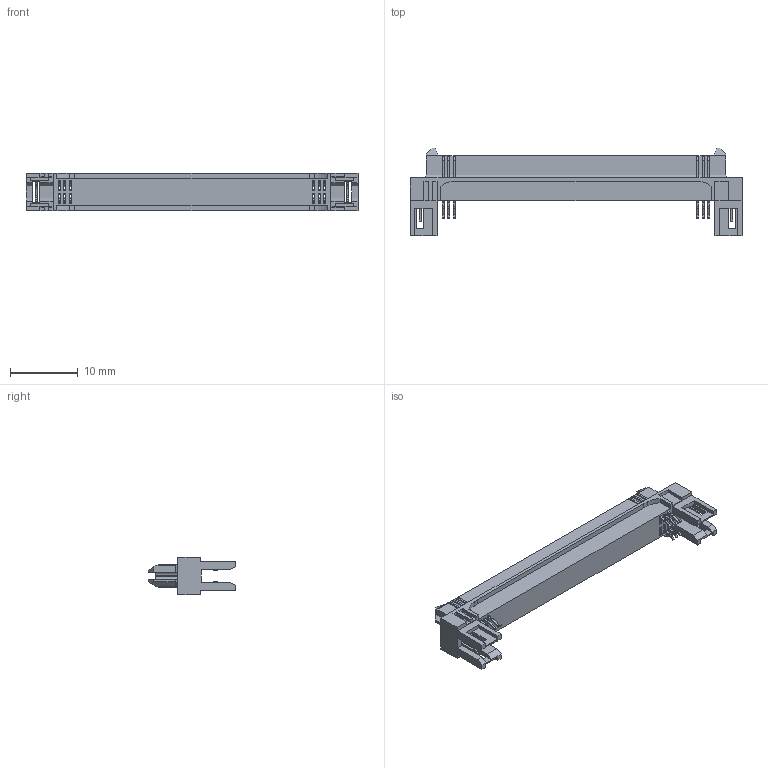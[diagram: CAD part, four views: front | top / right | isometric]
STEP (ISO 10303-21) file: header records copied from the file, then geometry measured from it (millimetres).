
FILE_DESCRIPTION(/* description */ (''),/* implementation_level */ '2;1');
FILE_NAME(/* name */ 'SAMTEC_ERM8-050-01-L-D-EM2-TR.stp',/* time_stamp */ '2015-04-15T14:20:24+02:00',/* author */ ('admchouv'),/* organization */ ('SAMTEC'),/* preprocessor_version */ 'ST-DEVELOPER v15.5',/* originating_system */ 'AutoCAD Mechanical',/* authorisation */ '');
FILE_SCHEMA (('AUTOMOTIVE_DESIGN { 1 0 10303 214 3 1 1 }'));
Length unit declared in the file: millimetre
Products named in the file (1): Product
Bounding box: 49 x 12.95 x 5.6 mm (x, y, z)
Volume: 1213.5 mm3; surface area: 1928.2 mm2
Topology: 27 solids, 27 shells, 786 faces, 2251 edges, 1496 vertices
Faces by surface type: plane 600, cylinder 186
Entity records: 25575 total; most frequent: CARTESIAN_POINT 4534, ORIENTED_EDGE 4502, DIRECTION 4205, EDGE_CURVE 2251, LINE 1871, VECTOR 1871, VERTEX_POINT 1496, AXIS2_PLACEMENT_3D 1167
